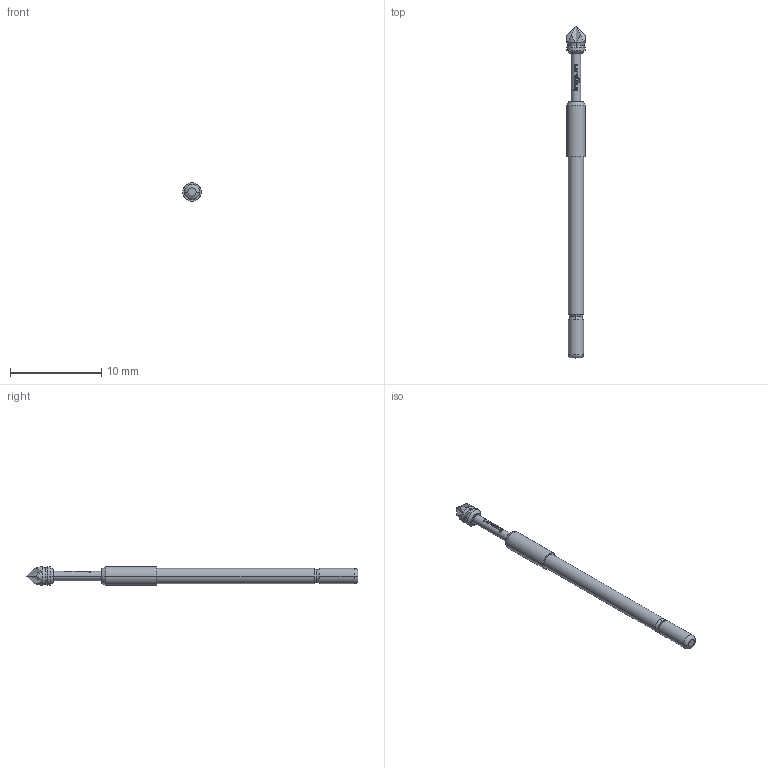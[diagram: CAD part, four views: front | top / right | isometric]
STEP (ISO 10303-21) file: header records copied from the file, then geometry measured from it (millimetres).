
FILE_DESCRIPTION (( 'STEP AP203' ), '1' );
FILE_NAME ('INGUN_HSS-118_317_200_A_xx06.STEP', '2022-02-02T08:40:32', ( 'ochi' ), ( '' ), 'SwSTEP 2.0', 'SolidWorks 2018', '' );
FILE_SCHEMA (( 'CONFIG_CONTROL_DESIGN' ));
Length unit declared in the file: millimetre
Products named in the file (1): INGUN_HSS-118_317_200_A_xx06
Bounding box: 2 x 36.3 x 2 mm (x, y, z)
Volume: 75.3 mm3; surface area: 190.4 mm2
Topology: 1 solids, 1 shells, 115 faces, 290 edges, 186 vertices
Faces by surface type: plane 54, bspline 24, cylinder 23, torus 10, cone 4
Entity records: 4470 total; most frequent: CARTESIAN_POINT 2088, ORIENTED_EDGE 580, DIRECTION 317, EDGE_CURVE 290, B_SPLINE_CURVE_WITH_KNOTS 198, VERTEX_POINT 186, AXIS2_PLACEMENT_3D 145, EDGE_LOOP 124
